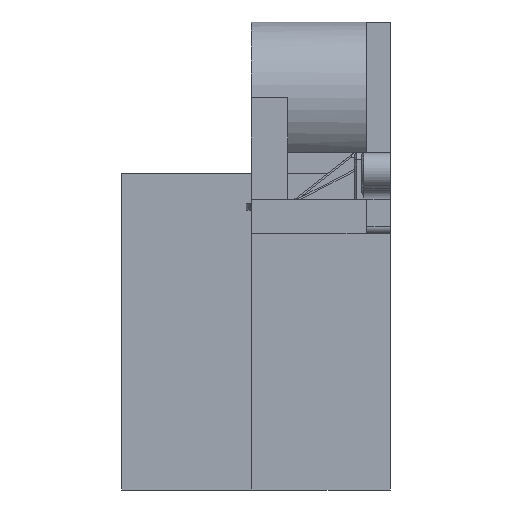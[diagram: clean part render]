
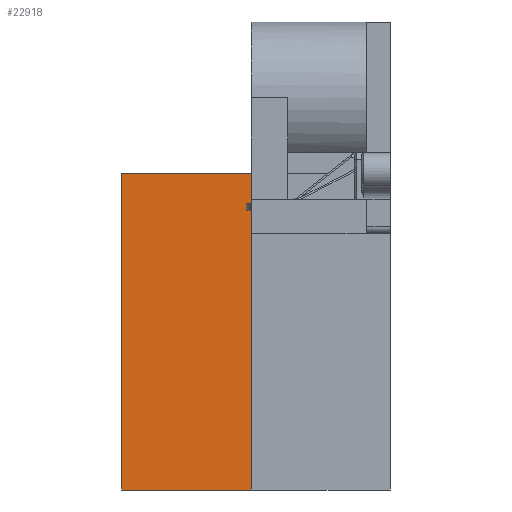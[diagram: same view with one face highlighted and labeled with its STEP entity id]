
A CAD part, left-side view. The second image highlights one B-rep face of the part: STEP entity #22918.
In plain terms, the highlighted planar face has unit normal (-1, 0, 0).
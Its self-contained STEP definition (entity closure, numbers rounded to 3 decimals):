
#489 = EDGE_CURVE ( 'NONE', #7018, #27146, #23311, .T. ) ;
#685 = VERTEX_POINT ( 'NONE', #9061 ) ;
#913 = PLANE ( 'NONE',  #12410 ) ;
#2689 = DIRECTION ( 'NONE',  ( 0., -1., 0. ) ) ;
#4754 = VERTEX_POINT ( 'NONE', #9296 ) ;
#4892 = LINE ( 'NONE', #17320, #6958 ) ;
#5413 = VECTOR ( 'NONE', #2689, 1000. ) ;
#5470 = LINE ( 'NONE', #18572, #21572 ) ;
#6589 = ORIENTED_EDGE ( 'NONE', *, *, #26554, .T. ) ;
#6595 = DIRECTION ( 'NONE',  ( 0., 0., 1. ) ) ;
#6958 = VECTOR ( 'NONE', #6595, 1000. ) ;
#7018 = VERTEX_POINT ( 'NONE', #8050 ) ;
#7271 = CARTESIAN_POINT ( 'NONE',  ( -20.05, 2.206, -30.825 ) ) ;
#7674 = CARTESIAN_POINT ( 'NONE',  ( -20.05, 2.206, -30.825 ) ) ;
#7684 = DIRECTION ( 'NONE',  ( 0., 0., 1. ) ) ;
#8050 = CARTESIAN_POINT ( 'NONE',  ( -20.05, 19.245, -30.825 ) ) ;
#9061 = CARTESIAN_POINT ( 'NONE',  ( -20.05, 19.245, 12.975 ) ) ;
#9296 = CARTESIAN_POINT ( 'NONE',  ( -20.05, 37.232, 12.975 ) ) ;
#11149 = CARTESIAN_POINT ( 'NONE',  ( -20.05, 37.232, 12.975 ) ) ;
#12410 = AXIS2_PLACEMENT_3D ( 'NONE', #7271, #26848, #7684 ) ;
#13430 = EDGE_LOOP ( 'NONE', ( #24197, #6589, #26732, #24755 ) ) ;
#14597 = VECTOR ( 'NONE', #18796, 1000. ) ;
#17246 = CARTESIAN_POINT ( 'NONE',  ( -20.05, 37.232, -30.825 ) ) ;
#17320 = CARTESIAN_POINT ( 'NONE',  ( -20.05, 37.232, -30.825 ) ) ;
#18572 = CARTESIAN_POINT ( 'NONE',  ( -20.05, 19.245, -57.761 ) ) ;
#18796 = DIRECTION ( 'NONE',  ( 0., 1., 0. ) ) ;
#19462 = EDGE_CURVE ( 'NONE', #4754, #685, #23842, .T. ) ;
#21341 = EDGE_CURVE ( 'NONE', #27146, #4754, #4892, .T. ) ;
#21572 = VECTOR ( 'NONE', #25330, 1000. ) ;
#22918 = ADVANCED_FACE ( 'NONE', ( #24726 ), #913, .T. ) ;
#23311 = LINE ( 'NONE', #7674, #14597 ) ;
#23842 = LINE ( 'NONE', #11149, #5413 ) ;
#24197 = ORIENTED_EDGE ( 'NONE', *, *, #489, .F. ) ;
#24726 = FACE_OUTER_BOUND ( 'NONE', #13430, .T. ) ;
#24755 = ORIENTED_EDGE ( 'NONE', *, *, #21341, .F. ) ;
#25330 = DIRECTION ( 'NONE',  ( 0., 0., 1. ) ) ;
#26554 = EDGE_CURVE ( 'NONE', #7018, #685, #5470, .T. ) ;
#26732 = ORIENTED_EDGE ( 'NONE', *, *, #19462, .F. ) ;
#26848 = DIRECTION ( 'NONE',  ( -1., 0., 0. ) ) ;
#27146 = VERTEX_POINT ( 'NONE', #17246 ) ;
